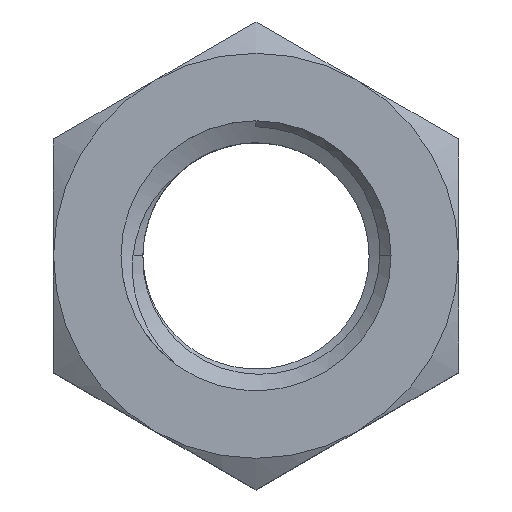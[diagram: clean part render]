
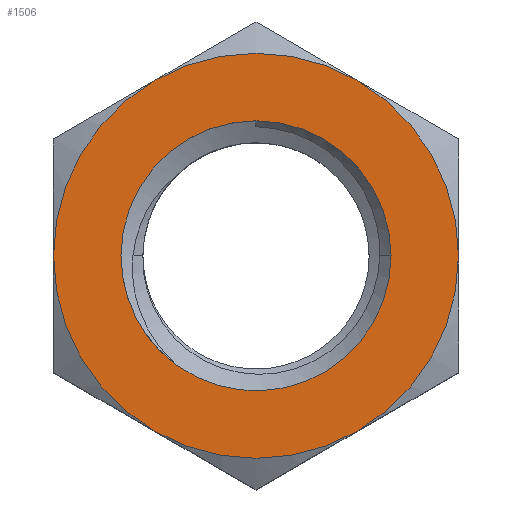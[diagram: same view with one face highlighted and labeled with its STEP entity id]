
A CAD part, top view. The second image highlights one B-rep face of the part: STEP entity #1506.
In plain terms, the highlighted planar face has unit normal (0, 0, 1).
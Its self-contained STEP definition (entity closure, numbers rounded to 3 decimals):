
#1 = CARTESIAN_POINT ( 'NONE',  ( 0., 0., 8. ) ) ;
#15 = CIRCLE ( 'NONE', #329, 15. ) ;
#49 = EDGE_CURVE ( 'NONE', #1949, #2345, #1177, .T. ) ;
#145 = DIRECTION ( 'NONE',  ( -1., 0., 0. ) ) ;
#172 = DIRECTION ( 'NONE',  ( 0., 0., -1. ) ) ;
#183 = CARTESIAN_POINT ( 'NONE',  ( 0., 0., 8. ) ) ;
#189 = DIRECTION ( 'NONE',  ( 1., 0., 0. ) ) ;
#268 = CIRCLE ( 'NONE', #1582, 15. ) ;
#274 = AXIS2_PLACEMENT_3D ( 'NONE', #558, #340, #189 ) ;
#309 = AXIS2_PLACEMENT_3D ( 'NONE', #1, #1228, #1192 ) ;
#329 = AXIS2_PLACEMENT_3D ( 'NONE', #1581, #1571, #1315 ) ;
#335 = CIRCLE ( 'NONE', #2328, 15. ) ;
#340 = DIRECTION ( 'NONE',  ( 0., 0., 1. ) ) ;
#344 = CIRCLE ( 'NONE', #2224, 10. ) ;
#375 = CIRCLE ( 'NONE', #615, 15. ) ;
#381 = CIRCLE ( 'NONE', #2137, 10. ) ;
#468 = AXIS2_PLACEMENT_3D ( 'NONE', #2073, #1472, #1519 ) ;
#512 = CARTESIAN_POINT ( 'NONE',  ( -5.878, -8.09, 8. ) ) ;
#524 = DIRECTION ( 'NONE',  ( 0., 0., 1. ) ) ;
#558 = CARTESIAN_POINT ( 'NONE',  ( 0., 0., 8. ) ) ;
#578 = PLANE ( 'NONE',  #468 ) ;
#593 = VERTEX_POINT ( 'NONE', #1884 ) ;
#615 = AXIS2_PLACEMENT_3D ( 'NONE', #1746, #524, #622 ) ;
#622 = DIRECTION ( 'NONE',  ( 1., 0., 0. ) ) ;
#652 = CIRCLE ( 'NONE', #274, 15. ) ;
#667 = CARTESIAN_POINT ( 'NONE',  ( 0., 0., 8. ) ) ;
#682 = DIRECTION ( 'NONE',  ( 0., 0., 1. ) ) ;
#821 = DIRECTION ( 'NONE',  ( 0., 0., 1. ) ) ;
#844 = ORIENTED_EDGE ( 'NONE', *, *, #1384, .F. ) ;
#850 = CARTESIAN_POINT ( 'NONE',  ( 7.5, 12.99, 8. ) ) ;
#865 = CARTESIAN_POINT ( 'NONE',  ( -7.5, -12.99, 8. ) ) ;
#889 = CIRCLE ( 'NONE', #966, 10. ) ;
#927 = CARTESIAN_POINT ( 'NONE',  ( 0., 0., 8. ) ) ;
#930 = DIRECTION ( 'NONE',  ( 1., 0., 0. ) ) ;
#966 = AXIS2_PLACEMENT_3D ( 'NONE', #183, #172, #145 ) ;
#978 = EDGE_CURVE ( 'NONE', #593, #2913, #381, .T. ) ;
#1069 = VERTEX_POINT ( 'NONE', #1702 ) ;
#1177 = CIRCLE ( 'NONE', #309, 15. ) ;
#1183 = DIRECTION ( 'NONE',  ( -1., 0., 0. ) ) ;
#1192 = DIRECTION ( 'NONE',  ( 1., 0., 0. ) ) ;
#1228 = DIRECTION ( 'NONE',  ( 0., 0., 1. ) ) ;
#1231 = EDGE_CURVE ( 'NONE', #1279, #1949, #652, .T. ) ;
#1279 = VERTEX_POINT ( 'NONE', #2874 ) ;
#1288 = EDGE_CURVE ( 'NONE', #1799, #1279, #15, .T. ) ;
#1315 = DIRECTION ( 'NONE',  ( 1., 0., 0. ) ) ;
#1348 = EDGE_CURVE ( 'NONE', #2548, #1799, #268, .T. ) ;
#1384 = EDGE_CURVE ( 'NONE', #1997, #593, #344, .T. ) ;
#1434 = EDGE_CURVE ( 'NONE', #1806, #2548, #335, .T. ) ;
#1454 = EDGE_CURVE ( 'NONE', #2345, #1806, #375, .T. ) ;
#1472 = DIRECTION ( 'NONE',  ( 0., 0., 1. ) ) ;
#1506 = ADVANCED_FACE ( 'NONE', ( #1866, #1939 ), #578, .T. ) ;
#1519 = DIRECTION ( 'NONE',  ( 1., 0., 0. ) ) ;
#1571 = DIRECTION ( 'NONE',  ( 0., 0., 1. ) ) ;
#1581 = CARTESIAN_POINT ( 'NONE',  ( 0., 0., 8. ) ) ;
#1582 = AXIS2_PLACEMENT_3D ( 'NONE', #667, #682, #930 ) ;
#1702 = CARTESIAN_POINT ( 'NONE',  ( -10., 0., 8. ) ) ;
#1746 = CARTESIAN_POINT ( 'NONE',  ( 0., 0., 8. ) ) ;
#1772 = CARTESIAN_POINT ( 'NONE',  ( 7.5, -12.99, 8. ) ) ;
#1799 = VERTEX_POINT ( 'NONE', #1869 ) ;
#1806 = VERTEX_POINT ( 'NONE', #1858 ) ;
#1858 = CARTESIAN_POINT ( 'NONE',  ( 15., 0., 8. ) ) ;
#1866 = FACE_BOUND ( 'NONE', #2630, .T. ) ;
#1869 = CARTESIAN_POINT ( 'NONE',  ( -7.5, 12.99, 8. ) ) ;
#1884 = CARTESIAN_POINT ( 'NONE',  ( 10., 0., 8. ) ) ;
#1910 = DIRECTION ( 'NONE',  ( 1., 0., 0. ) ) ;
#1939 = FACE_OUTER_BOUND ( 'NONE', #2295, .T. ) ;
#1949 = VERTEX_POINT ( 'NONE', #865 ) ;
#1968 = ORIENTED_EDGE ( 'NONE', *, *, #3003, .T. ) ;
#1972 = EDGE_CURVE ( 'NONE', #1069, #2913, #889, .T. ) ;
#1997 = VERTEX_POINT ( 'NONE', #512 ) ;
#2038 = CARTESIAN_POINT ( 'NONE',  ( 0., 10., 8. ) ) ;
#2073 = CARTESIAN_POINT ( 'NONE',  ( -15., 8.66, 8. ) ) ;
#2137 = AXIS2_PLACEMENT_3D ( 'NONE', #2211, #2200, #2193 ) ;
#2145 = ORIENTED_EDGE ( 'NONE', *, *, #1972, .T. ) ;
#2156 = DIRECTION ( 'NONE',  ( 0., 0., 1. ) ) ;
#2193 = DIRECTION ( 'NONE',  ( 1., 0., 0. ) ) ;
#2200 = DIRECTION ( 'NONE',  ( 0., 0., 1. ) ) ;
#2202 = ORIENTED_EDGE ( 'NONE', *, *, #1348, .T. ) ;
#2211 = CARTESIAN_POINT ( 'NONE',  ( 0., 0., 8. ) ) ;
#2224 = AXIS2_PLACEMENT_3D ( 'NONE', #2414, #2156, #1910 ) ;
#2292 = ORIENTED_EDGE ( 'NONE', *, *, #1288, .T. ) ;
#2295 = EDGE_LOOP ( 'NONE', ( #3178, #2381, #2202, #2292, #3144, #2679 ) ) ;
#2304 = CARTESIAN_POINT ( 'NONE',  ( 0., 0., 8. ) ) ;
#2328 = AXIS2_PLACEMENT_3D ( 'NONE', #2304, #821, #2566 ) ;
#2345 = VERTEX_POINT ( 'NONE', #1772 ) ;
#2368 = CIRCLE ( 'NONE', #2482, 10. ) ;
#2381 = ORIENTED_EDGE ( 'NONE', *, *, #1434, .T. ) ;
#2414 = CARTESIAN_POINT ( 'NONE',  ( 0., 0., 8. ) ) ;
#2482 = AXIS2_PLACEMENT_3D ( 'NONE', #927, #2672, #1183 ) ;
#2548 = VERTEX_POINT ( 'NONE', #850 ) ;
#2566 = DIRECTION ( 'NONE',  ( 1., 0., 0. ) ) ;
#2630 = EDGE_LOOP ( 'NONE', ( #1968, #2145, #2748, #844 ) ) ;
#2672 = DIRECTION ( 'NONE',  ( 0., 0., -1. ) ) ;
#2679 = ORIENTED_EDGE ( 'NONE', *, *, #49, .T. ) ;
#2748 = ORIENTED_EDGE ( 'NONE', *, *, #978, .F. ) ;
#2874 = CARTESIAN_POINT ( 'NONE',  ( -15., 0., 8. ) ) ;
#2913 = VERTEX_POINT ( 'NONE', #2038 ) ;
#3003 = EDGE_CURVE ( 'NONE', #1997, #1069, #2368, .T. ) ;
#3144 = ORIENTED_EDGE ( 'NONE', *, *, #1231, .T. ) ;
#3178 = ORIENTED_EDGE ( 'NONE', *, *, #1454, .T. ) ;
